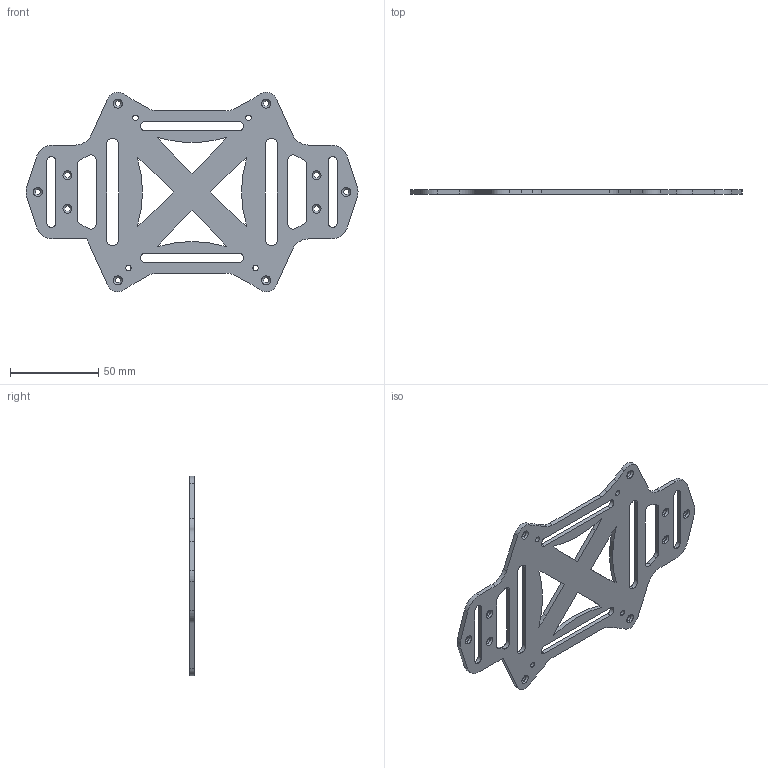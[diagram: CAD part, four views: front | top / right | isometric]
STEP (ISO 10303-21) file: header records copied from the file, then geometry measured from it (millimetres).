
FILE_DESCRIPTION (( 'STEP AP203' ), '1' );
FILE_NAME ('µç³Ø°åSLDPRT.STEP', '2024-07-24T01:56:21', ( '' ), ( '' ), 'SwSTEP 2.0', 'SolidWorks 2020', '' );
FILE_SCHEMA (( 'CONFIG_CONTROL_DESIGN' ));
Length unit declared in the file: millimetre
Products named in the file (1): 萇喀啣SLDPRT
Bounding box: 187.98 x 2.5 x 112.92 mm (x, y, z)
Volume: 26133.6 mm3; surface area: 25692 mm2
Topology: 1 solids, 1 shells, 158 faces, 448 edges, 292 vertices
Faces by surface type: cylinder 90, plane 48, cone 20
Entity records: 5373 total; most frequent: DIRECTION 966, CARTESIAN_POINT 899, ORIENTED_EDGE 896, EDGE_CURVE 448, AXIS2_PLACEMENT_3D 359, VERTEX_POINT 292, VECTOR 248, LINE 248
